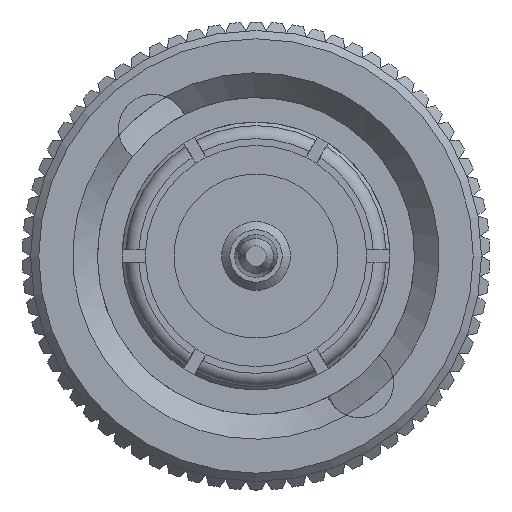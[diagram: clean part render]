
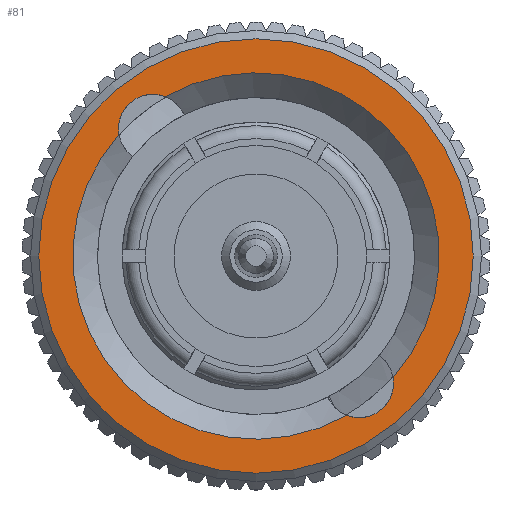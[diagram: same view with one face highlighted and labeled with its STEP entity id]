
A CAD part, left-side view. The second image highlights one B-rep face of the part: STEP entity #81.
In plain terms, the highlighted planar face has unit normal (-1, 0, 0).
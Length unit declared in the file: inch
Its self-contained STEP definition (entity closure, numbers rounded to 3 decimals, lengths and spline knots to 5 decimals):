
#81 = ADVANCED_FACE ( 'NONE', ( #1111, #279 ), #13277, .F. ) ;
#279 = FACE_OUTER_BOUND ( 'NONE', #17052, .T. ) ;
#597 = ORIENTED_EDGE ( 'NONE', *, *, #16741, .T. ) ;
#790 = DIRECTION ( 'NONE',  ( 1., 0., 0. ) ) ;
#1111 = FACE_BOUND ( 'NONE', #12270, .T. ) ;
#1185 = CARTESIAN_POINT ( 'NONE',  ( 0., -0.16721, -0.1483 ) ) ;
#1388 = CIRCLE ( 'NONE', #5377, 0.2235 ) ;
#2254 = ORIENTED_EDGE ( 'NONE', *, *, #6435, .T. ) ;
#2508 = CARTESIAN_POINT ( 'NONE',  ( 0., -0.11042, -0.19432 ) ) ;
#2553 = DIRECTION ( 'NONE',  ( 0., 0., -1. ) ) ;
#2618 = VERTEX_POINT ( 'NONE', #1185 ) ;
#2841 = DIRECTION ( 'NONE',  ( 0., 0., -1. ) ) ;
#2860 = CIRCLE ( 'NONE', #12702, 0.0419 ) ;
#3066 = CIRCLE ( 'NONE', #7512, 0.0419 ) ;
#3928 = CIRCLE ( 'NONE', #15966, 0.265 ) ;
#4574 = DIRECTION ( 'NONE',  ( 0., 0., -1. ) ) ;
#4759 = DIRECTION ( 'NONE',  ( -1., 0., 0. ) ) ;
#5377 = AXIS2_PLACEMENT_3D ( 'NONE', #6102, #790, #16834 ) ;
#5505 = CARTESIAN_POINT ( 'NONE',  ( 0., -0.12592, -0.15539 ) ) ;
#5854 = DIRECTION ( 'NONE',  ( 0., 0., -1. ) ) ;
#5978 = EDGE_CURVE ( 'NONE', #14852, #9000, #3066, .T. ) ;
#6102 = CARTESIAN_POINT ( 'NONE',  ( 0., 0., 0. ) ) ;
#6116 = DIRECTION ( 'NONE',  ( 0., 0., -1. ) ) ;
#6435 = EDGE_CURVE ( 'NONE', #14852, #2618, #1388, .T. ) ;
#6633 = VERTEX_POINT ( 'NONE', #11389 ) ;
#6858 = DIRECTION ( 'NONE',  ( -1., 0., 0. ) ) ;
#7243 = ORIENTED_EDGE ( 'NONE', *, *, #8106, .T. ) ;
#7512 = AXIS2_PLACEMENT_3D ( 'NONE', #14143, #4759, #6116 ) ;
#8106 = EDGE_CURVE ( 'NONE', #12253, #9000, #13548, .T. ) ;
#8148 = EDGE_CURVE ( 'NONE', #12253, #2618, #2860, .T. ) ;
#8248 = ORIENTED_EDGE ( 'NONE', *, *, #8148, .F. ) ;
#8421 = ORIENTED_EDGE ( 'NONE', *, *, #5978, .F. ) ;
#9000 = VERTEX_POINT ( 'NONE', #10484 ) ;
#9997 = DIRECTION ( 'NONE',  ( -1., 0., 0. ) ) ;
#10484 = CARTESIAN_POINT ( 'NONE',  ( 0., 0.16721, 0.1483 ) ) ;
#11228 = CARTESIAN_POINT ( 'NONE',  ( 0., 0., 0. ) ) ;
#11272 = DIRECTION ( 'NONE',  ( 1., 0., 0. ) ) ;
#11389 = CARTESIAN_POINT ( 'NONE',  ( 0., 0., -0.265 ) ) ;
#12253 = VERTEX_POINT ( 'NONE', #2508 ) ;
#12270 = EDGE_LOOP ( 'NONE', ( #8248, #7243, #8421, #2254 ) ) ;
#12702 = AXIS2_PLACEMENT_3D ( 'NONE', #5505, #6858, #5854 ) ;
#13277 = PLANE ( 'NONE',  #17063 ) ;
#13336 = DIRECTION ( 'NONE',  ( 1., 0., 0. ) ) ;
#13548 = CIRCLE ( 'NONE', #17131, 0.2235 ) ;
#13756 = CARTESIAN_POINT ( 'NONE',  ( 0., 0.11042, 0.19432 ) ) ;
#14143 = CARTESIAN_POINT ( 'NONE',  ( 0., 0.12592, 0.15539 ) ) ;
#14852 = VERTEX_POINT ( 'NONE', #13756 ) ;
#15275 = CARTESIAN_POINT ( 'NONE',  ( 0., 0., 0. ) ) ;
#15966 = AXIS2_PLACEMENT_3D ( 'NONE', #11228, #9997, #4574 ) ;
#16741 = EDGE_CURVE ( 'NONE', #6633, #6633, #3928, .T. ) ;
#16834 = DIRECTION ( 'NONE',  ( 0., 0., -1. ) ) ;
#17052 = EDGE_LOOP ( 'NONE', ( #597 ) ) ;
#17063 = AXIS2_PLACEMENT_3D ( 'NONE', #17313, #13336, #2553 ) ;
#17131 = AXIS2_PLACEMENT_3D ( 'NONE', #15275, #11272, #2841 ) ;
#17313 = CARTESIAN_POINT ( 'NONE',  ( 0., 0., 0. ) ) ;
